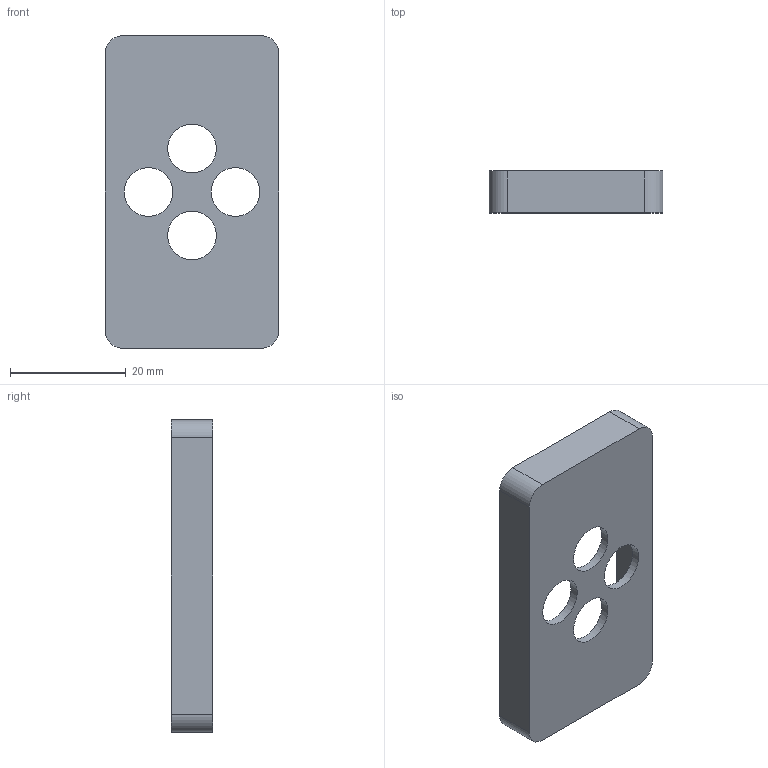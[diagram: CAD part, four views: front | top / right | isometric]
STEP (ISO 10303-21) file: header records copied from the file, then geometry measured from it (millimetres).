
FILE_DESCRIPTION(/* description */ (''),/* implementation_level */ '2;1');
FILE_NAME(/* name */ 'joystickup.step',/* time_stamp */ '2020-09-08T12:35:01+08:00',/* author */ (''),/* organization */ (''),/* preprocessor_version */ 'ST-DEVELOPER v18',/* originating_system */ 'Autodesk Translation Framework v8.12.0.6',/* authorisation */ '');
FILE_SCHEMA (('AUTOMOTIVE_DESIGN { 1 0 10303 214 3 1 1 }'));
Length unit declared in the file: millimetre
Products named in the file (1): joystickup
Bounding box: 30 x 7.2 x 54 mm (x, y, z)
Volume: 3673.3 mm3; surface area: 5240.8 mm2
Topology: 1 solids, 1 shells, 31 faces, 73 edges, 49 vertices
Faces by surface type: cylinder 16, plane 15
Full cylindrical faces by diameter (mm): 3.6 x4, 8.4 x4
Entity records: 956 total; most frequent: DIRECTION 169, CARTESIAN_POINT 154, ORIENTED_EDGE 146, EDGE_CURVE 73, AXIS2_PLACEMENT_3D 64, VERTEX_POINT 49, EDGE_LOOP 44, LINE 41
